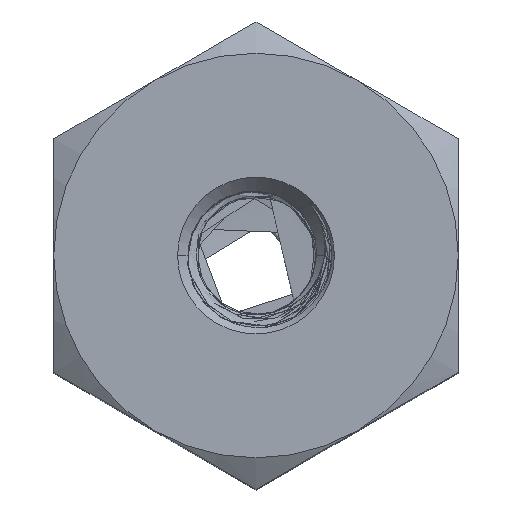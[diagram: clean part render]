
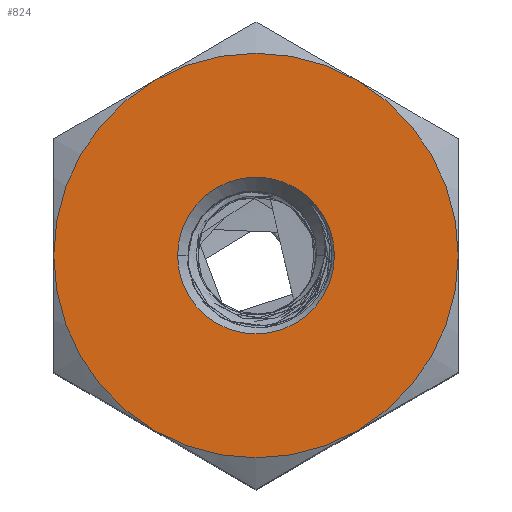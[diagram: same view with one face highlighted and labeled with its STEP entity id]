
A CAD part, top view. The second image highlights one B-rep face of the part: STEP entity #824.
In plain terms, the highlighted planar face has unit normal (0, 0, 1).
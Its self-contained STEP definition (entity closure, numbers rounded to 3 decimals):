
#53 = ORIENTED_EDGE ( 'NONE', *, *, #695, .F. ) ;
#80 = EDGE_CURVE ( 'NONE', #243, #2393, #2474, .T. ) ;
#96 = DIRECTION ( 'NONE',  ( 0., 0., 1. ) ) ;
#243 = VERTEX_POINT ( 'NONE', #2495 ) ;
#274 = DIRECTION ( 'NONE',  ( 0., 0., -1. ) ) ;
#355 = ORIENTED_EDGE ( 'NONE', *, *, #80, .F. ) ;
#392 = CIRCLE ( 'NONE', #2201, 4. ) ;
#443 = CIRCLE ( 'NONE', #2370, 4. ) ;
#542 = DIRECTION ( 'NONE',  ( 0., 0., -1. ) ) ;
#618 = VERTEX_POINT ( 'NONE', #2613 ) ;
#666 = CIRCLE ( 'NONE', #4667, 4. ) ;
#680 = CARTESIAN_POINT ( 'NONE',  ( 0., 0., 5. ) ) ;
#695 = EDGE_CURVE ( 'NONE', #1917, #759, #3876, .T. ) ;
#753 = EDGE_LOOP ( 'NONE', ( #1676, #1771 ) ) ;
#759 = VERTEX_POINT ( 'NONE', #4187 ) ;
#824 = ADVANCED_FACE ( 'NONE', ( #4812, #3184 ), #4143, .T. ) ;
#917 = CARTESIAN_POINT ( 'NONE',  ( 0., 0., 5. ) ) ;
#936 = EDGE_LOOP ( 'NONE', ( #4418, #1312, #355, #4472, #53, #3656 ) ) ;
#1104 = CIRCLE ( 'NONE', #3167, 4. ) ;
#1128 = CARTESIAN_POINT ( 'NONE',  ( 0., 0., 5. ) ) ;
#1217 = CIRCLE ( 'NONE', #4087, 1.551 ) ;
#1312 = ORIENTED_EDGE ( 'NONE', *, *, #1341, .F. ) ;
#1313 = DIRECTION ( 'NONE',  ( -1., 0., 0. ) ) ;
#1341 = EDGE_CURVE ( 'NONE', #2393, #618, #1104, .T. ) ;
#1374 = CARTESIAN_POINT ( 'NONE',  ( 0., 0., 5. ) ) ;
#1435 = CARTESIAN_POINT ( 'NONE',  ( -1.551, 0., 5. ) ) ;
#1602 = CARTESIAN_POINT ( 'NONE',  ( 0., 4.619, 5. ) ) ;
#1607 = DIRECTION ( 'NONE',  ( 0., 0., -1. ) ) ;
#1676 = ORIENTED_EDGE ( 'NONE', *, *, #2012, .T. ) ;
#1771 = ORIENTED_EDGE ( 'NONE', *, *, #3719, .T. ) ;
#1915 = CARTESIAN_POINT ( 'NONE',  ( -2., -3.464, 5. ) ) ;
#1917 = VERTEX_POINT ( 'NONE', #1915 ) ;
#1941 = DIRECTION ( 'NONE',  ( -1., 0., 0. ) ) ;
#2012 = EDGE_CURVE ( 'NONE', #4306, #3722, #1217, .T. ) ;
#2075 = CIRCLE ( 'NONE', #3538, 1.551 ) ;
#2097 = DIRECTION ( 'NONE',  ( -1., 0., 0. ) ) ;
#2201 = AXIS2_PLACEMENT_3D ( 'NONE', #3234, #4381, #2499 ) ;
#2237 = DIRECTION ( 'NONE',  ( -1., 0., 0. ) ) ;
#2266 = AXIS2_PLACEMENT_3D ( 'NONE', #1602, #96, #3061 ) ;
#2290 = AXIS2_PLACEMENT_3D ( 'NONE', #1128, #4422, #4074 ) ;
#2370 = AXIS2_PLACEMENT_3D ( 'NONE', #1374, #4326, #2097 ) ;
#2393 = VERTEX_POINT ( 'NONE', #3827 ) ;
#2474 = CIRCLE ( 'NONE', #3040, 4. ) ;
#2495 = CARTESIAN_POINT ( 'NONE',  ( -2., 3.464, 5. ) ) ;
#2499 = DIRECTION ( 'NONE',  ( -1., 0., 0. ) ) ;
#2605 = CARTESIAN_POINT ( 'NONE',  ( 0., 0., 5. ) ) ;
#2613 = CARTESIAN_POINT ( 'NONE',  ( 4., 0., 5. ) ) ;
#2671 = VERTEX_POINT ( 'NONE', #4360 ) ;
#2805 = EDGE_CURVE ( 'NONE', #618, #2671, #666, .T. ) ;
#3040 = AXIS2_PLACEMENT_3D ( 'NONE', #917, #542, #3920 ) ;
#3056 = EDGE_CURVE ( 'NONE', #2671, #1917, #443, .T. ) ;
#3061 = DIRECTION ( 'NONE',  ( 1., 0., 0. ) ) ;
#3132 = EDGE_CURVE ( 'NONE', #759, #243, #392, .T. ) ;
#3135 = DIRECTION ( 'NONE',  ( 0., 0., -1. ) ) ;
#3167 = AXIS2_PLACEMENT_3D ( 'NONE', #3761, #1607, #1941 ) ;
#3184 = FACE_BOUND ( 'NONE', #753, .T. ) ;
#3234 = CARTESIAN_POINT ( 'NONE',  ( 0., 0., 5. ) ) ;
#3538 = AXIS2_PLACEMENT_3D ( 'NONE', #680, #274, #4006 ) ;
#3656 = ORIENTED_EDGE ( 'NONE', *, *, #3056, .F. ) ;
#3719 = EDGE_CURVE ( 'NONE', #3722, #4306, #2075, .T. ) ;
#3722 = VERTEX_POINT ( 'NONE', #4300 ) ;
#3761 = CARTESIAN_POINT ( 'NONE',  ( 0., 0., 5. ) ) ;
#3827 = CARTESIAN_POINT ( 'NONE',  ( 2., 3.464, 5. ) ) ;
#3876 = CIRCLE ( 'NONE', #2290, 4. ) ;
#3886 = CARTESIAN_POINT ( 'NONE',  ( 0., 0., 5. ) ) ;
#3920 = DIRECTION ( 'NONE',  ( -1., 0., 0. ) ) ;
#4006 = DIRECTION ( 'NONE',  ( -1., 0., 0. ) ) ;
#4074 = DIRECTION ( 'NONE',  ( -1., 0., 0. ) ) ;
#4087 = AXIS2_PLACEMENT_3D ( 'NONE', #2605, #4099, #2237 ) ;
#4099 = DIRECTION ( 'NONE',  ( 0., 0., -1. ) ) ;
#4143 = PLANE ( 'NONE',  #2266 ) ;
#4187 = CARTESIAN_POINT ( 'NONE',  ( -4., 0., 5. ) ) ;
#4300 = CARTESIAN_POINT ( 'NONE',  ( 1.551, 0., 5. ) ) ;
#4306 = VERTEX_POINT ( 'NONE', #1435 ) ;
#4326 = DIRECTION ( 'NONE',  ( 0., 0., -1. ) ) ;
#4360 = CARTESIAN_POINT ( 'NONE',  ( 2., -3.464, 5. ) ) ;
#4381 = DIRECTION ( 'NONE',  ( 0., 0., -1. ) ) ;
#4418 = ORIENTED_EDGE ( 'NONE', *, *, #2805, .F. ) ;
#4422 = DIRECTION ( 'NONE',  ( 0., 0., -1. ) ) ;
#4472 = ORIENTED_EDGE ( 'NONE', *, *, #3132, .F. ) ;
#4667 = AXIS2_PLACEMENT_3D ( 'NONE', #3886, #3135, #1313 ) ;
#4812 = FACE_OUTER_BOUND ( 'NONE', #936, .T. ) ;
